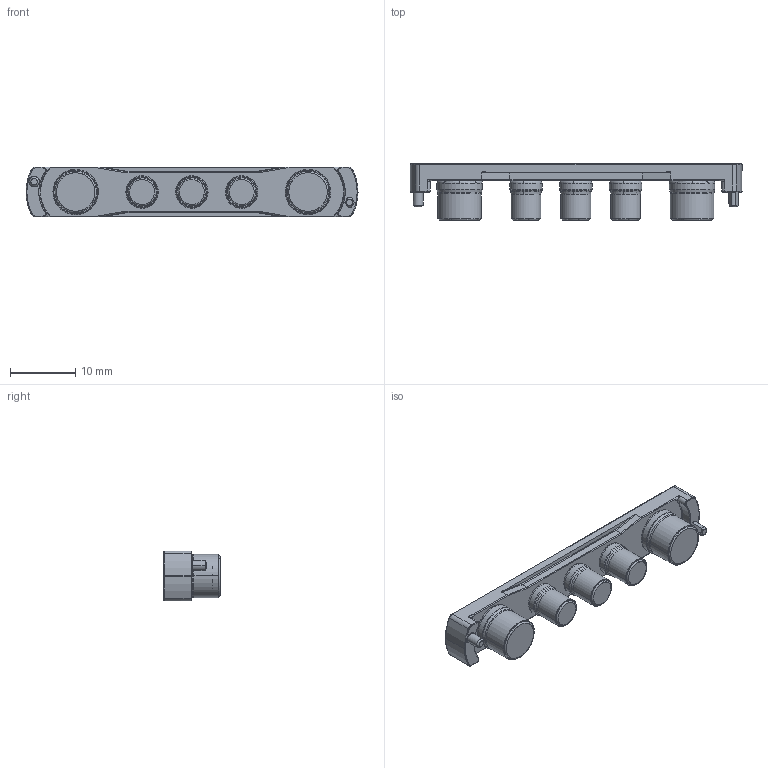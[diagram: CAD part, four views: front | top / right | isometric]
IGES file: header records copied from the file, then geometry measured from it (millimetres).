
Start section: SolidWorks IGES file using analytic representation for surfaces
Global section: file name: 21539_21543_21510_18480-03-Output.igs; native system: SolidWorks 2012; preprocessor: SolidWorks 2012; author: kkamath; date: 120816.110027; units: inch
Bounding box: 50.8 x 8.64 x 7.62 mm (x, y, z)
Surface area: 2335.4 mm2 (no closed solid volume)
Topology: 0 solids, 0 shells, 853 faces, 6297 edges, 6297 vertices
Faces by surface type: bspline 707, revolution 146
